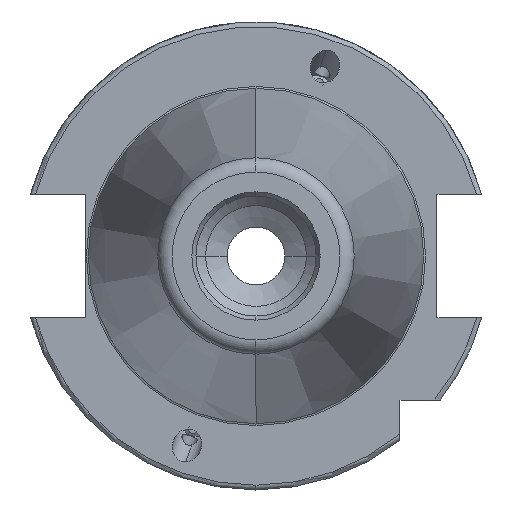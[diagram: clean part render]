
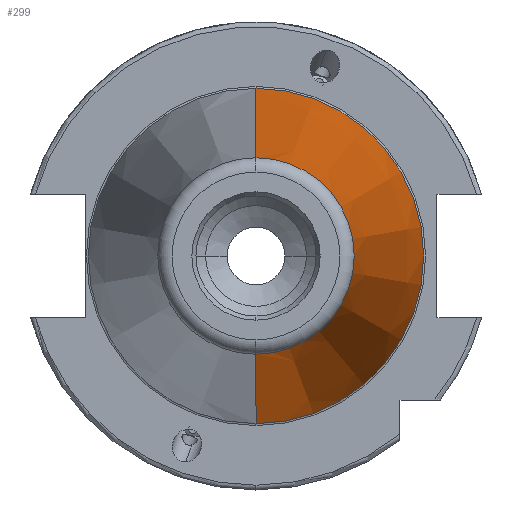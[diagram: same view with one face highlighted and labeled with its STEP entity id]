
A CAD part, left-side view. The second image highlights one B-rep face of the part: STEP entity #299.
In plain terms, the highlighted conical face has half-angle 8.297 degrees and reference radius 34.925 mm.
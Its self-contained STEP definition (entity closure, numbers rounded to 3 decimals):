
#275 = ORIENTED_EDGE ( 'NONE', *, *, #276, .F. ) ;
#276 = EDGE_CURVE ( 'NONE', #279, #5481, #1568, .T. ) ;
#279 = VERTEX_POINT ( 'NONE', #1563 ) ;
#291 = EDGE_LOOP ( 'NONE', ( #275, #5480, #5474, #5477 ) ) ;
#293 = VERTEX_POINT ( 'NONE', #1601 ) ;
#296 = VERTEX_POINT ( 'NONE', #1600 ) ;
#298 = EDGE_CURVE ( 'NONE', #293, #296, #1599, .T. ) ;
#299 = ADVANCED_FACE ( 'NONE', ( #1594 ), #1593, .T. ) ;
#1563 = CARTESIAN_POINT ( 'NONE',  ( -99.183, 0., -20.461 ) ) ;
#1564 = DIRECTION ( 'NONE',  ( 0., 0., -1. ) ) ;
#1565 = DIRECTION ( 'NONE',  ( -1., 0., 0. ) ) ;
#1566 = CARTESIAN_POINT ( 'NONE',  ( -99.183, 0., 0. ) ) ;
#1567 = AXIS2_PLACEMENT_3D ( 'NONE', #1566, #1565, #1564 ) ;
#1568 = CIRCLE ( 'NONE', #1567, 20.461 ) ;
#1589 = DIRECTION ( 'NONE',  ( 0., 0., 1. ) ) ;
#1590 = DIRECTION ( 'NONE',  ( 1., 0., 0. ) ) ;
#1591 = AXIS2_PLACEMENT_3D ( 'NONE', #1592, #1590, #1589 ) ;
#1592 = CARTESIAN_POINT ( 'NONE',  ( 0., 0., 0. ) ) ;
#1593 = CONICAL_SURFACE ( 'NONE', #1591, 34.925, 0.145 ) ;
#1594 = FACE_OUTER_BOUND ( 'NONE', #291, .T. ) ;
#1595 = DIRECTION ( 'NONE',  ( 0., 0., -1. ) ) ;
#1596 = DIRECTION ( 'NONE',  ( -1., 0., 0. ) ) ;
#1597 = CARTESIAN_POINT ( 'NONE',  ( 0., 0., 0. ) ) ;
#1598 = AXIS2_PLACEMENT_3D ( 'NONE', #1597, #1596, #1595 ) ;
#1599 = CIRCLE ( 'NONE', #1598, 34.925 ) ;
#1600 = CARTESIAN_POINT ( 'NONE',  ( 0., 0., 34.925 ) ) ;
#1601 = CARTESIAN_POINT ( 'NONE',  ( 0., 0., -34.925 ) ) ;
#4288 = DIRECTION ( 'NONE',  ( 0.99, 0., -0.144 ) ) ;
#4289 = VECTOR ( 'NONE', #4288, 1000. ) ;
#4290 = CARTESIAN_POINT ( 'NONE',  ( 0., 0., -34.925 ) ) ;
#4292 = LINE ( 'NONE', #4290, #4289 ) ;
#4299 = CARTESIAN_POINT ( 'NONE',  ( -99.183, 0., 20.461 ) ) ;
#4306 = DIRECTION ( 'NONE',  ( 0.99, 0., 0.144 ) ) ;
#4307 = VECTOR ( 'NONE', #4306, 1000. ) ;
#4308 = CARTESIAN_POINT ( 'NONE',  ( 0., 0., 34.925 ) ) ;
#4309 = LINE ( 'NONE', #4308, #4307 ) ;
#5474 = ORIENTED_EDGE ( 'NONE', *, *, #298, .T. ) ;
#5475 = EDGE_CURVE ( 'NONE', #5481, #296, #4309, .T. ) ;
#5477 = ORIENTED_EDGE ( 'NONE', *, *, #5475, .F. ) ;
#5480 = ORIENTED_EDGE ( 'NONE', *, *, #5485, .T. ) ;
#5481 = VERTEX_POINT ( 'NONE', #4299 ) ;
#5485 = EDGE_CURVE ( 'NONE', #279, #293, #4292, .T. ) ;
